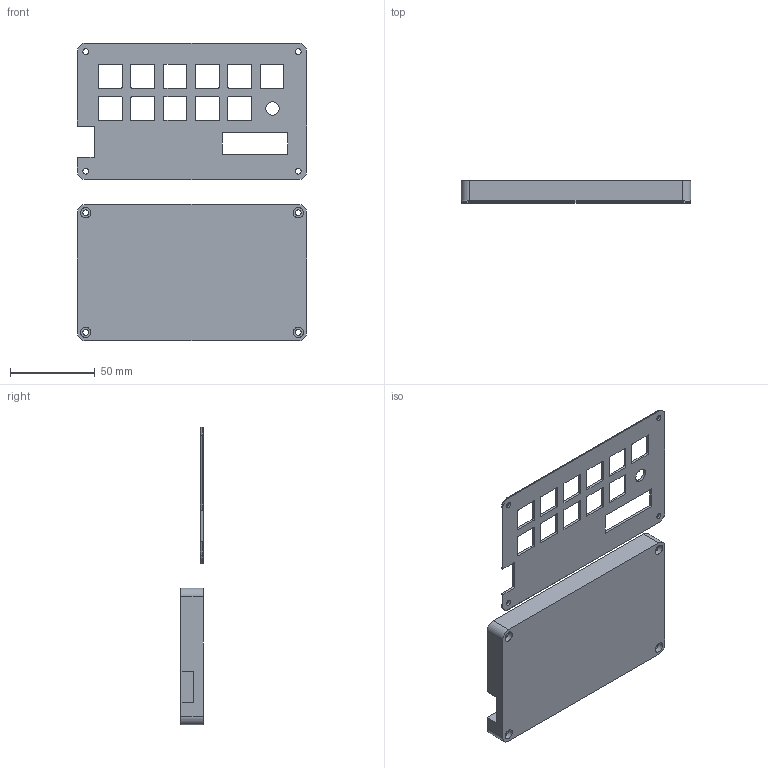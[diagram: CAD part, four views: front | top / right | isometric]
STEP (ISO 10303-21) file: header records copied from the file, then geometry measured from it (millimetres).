
FILE_DESCRIPTION(/* description */ (''),/* implementation_level */ '2;1');
FILE_NAME(/* name */ 'Case.step',/* time_stamp */ '2025-12-07T08:39:41+11:00',/* author */ (''),/* organization */ (''),/* preprocessor_version */ 'ST-DEVELOPER v20.1',/* originating_system */ 'Autodesk Translation Framework v14.21.0.0',/* authorisation */ '');
FILE_SCHEMA (('AUTOMOTIVE_DESIGN { 1 0 10303 214 3 1 1 }'));
Length unit declared in the file: millimetre
Products named in the file (1): 2025-12-07-07-06-53-341
Bounding box: 135.3 x 13 x 175.53 mm (x, y, z)
Volume: 81324.8 mm3; surface area: 48790.5 mm2
Topology: 2 solids, 2 shells, 150 faces, 418 edges, 276 vertices
Faces by surface type: plane 76, cylinder 70, torus 4
Full cylindrical faces by diameter (mm): 3.4 x8, 6 x4, 8 x1
Entity records: 4958 total; most frequent: DIRECTION 864, CARTESIAN_POINT 845, ORIENTED_EDGE 836, EDGE_CURVE 418, AXIS2_PLACEMENT_3D 295, VERTEX_POINT 276, LINE 274, VECTOR 274
